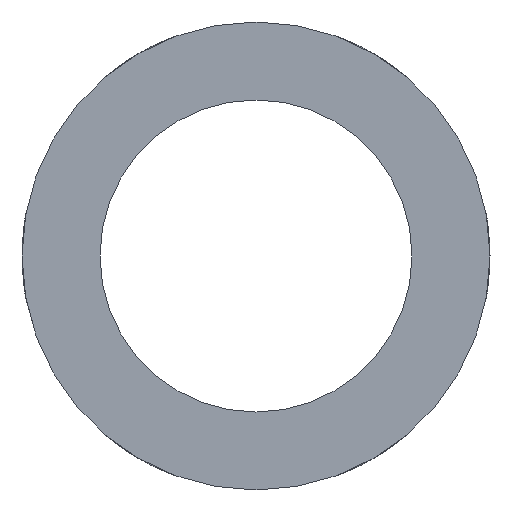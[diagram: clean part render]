
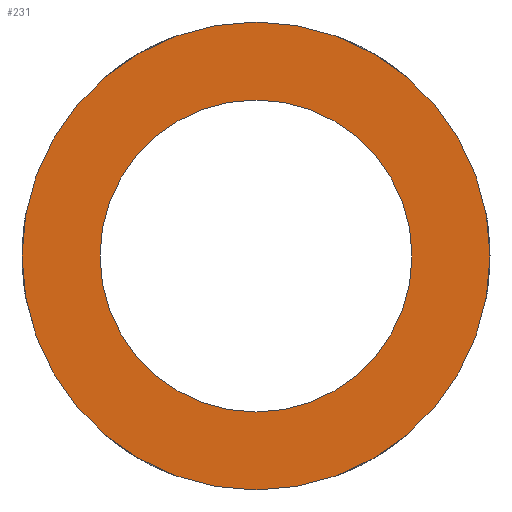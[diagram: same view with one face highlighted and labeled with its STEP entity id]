
A CAD part, left-side view. The second image highlights one B-rep face of the part: STEP entity #231.
In plain terms, the highlighted planar face has unit normal (-1, 0, 0).
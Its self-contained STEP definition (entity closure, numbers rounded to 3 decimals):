
#231 = ADVANCED_FACE( '', ( #534, #535 ), #536, .T. );
#534 = FACE_BOUND( '', #920, .T. );
#535 = FACE_OUTER_BOUND( '', #921, .T. );
#536 = PLANE( '', #922 );
#920 = EDGE_LOOP( '', ( #1516 ) );
#921 = EDGE_LOOP( '', ( #1517 ) );
#922 = AXIS2_PLACEMENT_3D( '', #1518, #1519, #1520 );
#1516 = ORIENTED_EDGE( '', *, *, #2312, .T. );
#1517 = ORIENTED_EDGE( '', *, *, #2361, .F. );
#1518 = CARTESIAN_POINT( '', ( 0., 37.5, 0. ) );
#1519 = DIRECTION( '', ( -1., 0., 0. ) );
#1520 = DIRECTION( '', ( 0., 0., 1. ) );
#2312 = EDGE_CURVE( '', #2803, #2803, #2804, .T. );
#2361 = EDGE_CURVE( '', #2871, #2871, #2872, .T. );
#2803 = VERTEX_POINT( '', #3435 );
#2804 = CIRCLE( '', #3436, 25. );
#2871 = VERTEX_POINT( '', #3520 );
#2872 = CIRCLE( '', #3521, 37.5 );
#3435 = CARTESIAN_POINT( '', ( 0., 0., -25. ) );
#3436 = AXIS2_PLACEMENT_3D( '', #4050, #4051, #4052 );
#3520 = CARTESIAN_POINT( '', ( 0., 0., -37.5 ) );
#3521 = AXIS2_PLACEMENT_3D( '', #4115, #4116, #4117 );
#4050 = CARTESIAN_POINT( '', ( 0., 0., 0. ) );
#4051 = DIRECTION( '', ( 1., 0., 0. ) );
#4052 = DIRECTION( '', ( 0., 0., -1. ) );
#4115 = CARTESIAN_POINT( '', ( 0., 0., 0. ) );
#4116 = DIRECTION( '', ( 1., 0., 0. ) );
#4117 = DIRECTION( '', ( 0., 0., -1. ) );
